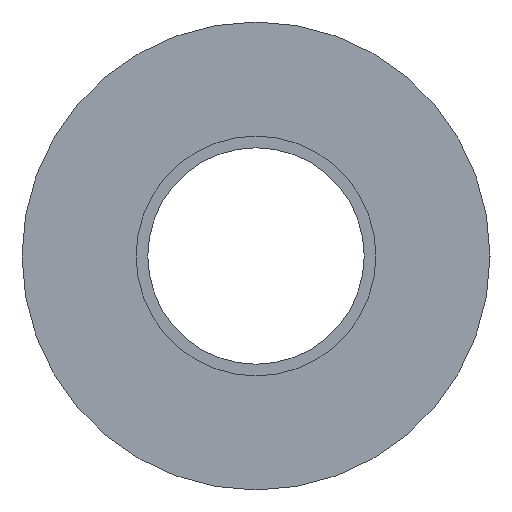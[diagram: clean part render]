
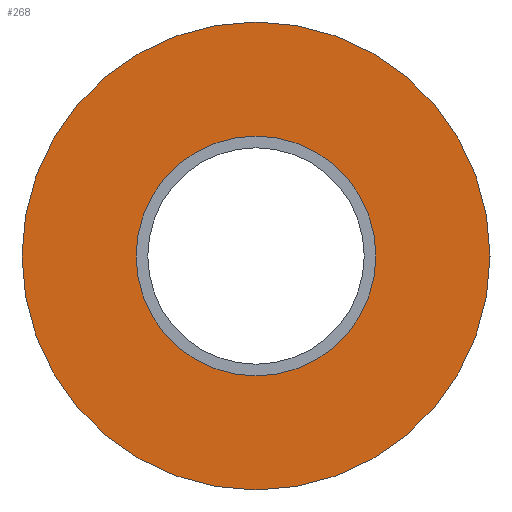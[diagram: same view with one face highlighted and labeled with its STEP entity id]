
A CAD part, front view. The second image highlights one B-rep face of the part: STEP entity #268.
In plain terms, the highlighted planar face has unit normal (0, -1, 0).
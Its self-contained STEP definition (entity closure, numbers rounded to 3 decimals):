
#6 = EDGE_CURVE ( 'NONE', #170, #256, #229, .T. ) ;
#8 = VERTEX_POINT ( 'NONE', #176 ) ;
#11 = EDGE_LOOP ( 'NONE', ( #221, #284 ) ) ;
#22 = CARTESIAN_POINT ( 'NONE',  ( 0., 10., 0. ) ) ;
#40 = AXIS2_PLACEMENT_3D ( 'NONE', #312, #67, #287 ) ;
#59 = VERTEX_POINT ( 'NONE', #315 ) ;
#67 = DIRECTION ( 'NONE',  ( 0., -1., 0. ) ) ;
#75 = FACE_OUTER_BOUND ( 'NONE', #230, .T. ) ;
#77 = DIRECTION ( 'NONE',  ( 0., -1., 0. ) ) ;
#79 = CARTESIAN_POINT ( 'NONE',  ( 10.25, 10., 0. ) ) ;
#110 = DIRECTION ( 'NONE',  ( 0., 0., -1. ) ) ;
#129 = CARTESIAN_POINT ( 'NONE',  ( 0., 10., -20. ) ) ;
#143 = CIRCLE ( 'NONE', #343, 10.25 ) ;
#158 = DIRECTION ( 'NONE',  ( 0., 0., -1. ) ) ;
#162 = CARTESIAN_POINT ( 'NONE',  ( 0., 10., 20. ) ) ;
#170 = VERTEX_POINT ( 'NONE', #162 ) ;
#175 = ORIENTED_EDGE ( 'NONE', *, *, #290, .T. ) ;
#176 = CARTESIAN_POINT ( 'NONE',  ( 0., 10., -10.25 ) ) ;
#189 = CARTESIAN_POINT ( 'NONE',  ( 0., 10., 0. ) ) ;
#191 = CIRCLE ( 'NONE', #225, 10.25 ) ;
#221 = ORIENTED_EDGE ( 'NONE', *, *, #260, .F. ) ;
#225 = AXIS2_PLACEMENT_3D ( 'NONE', #189, #77, #110 ) ;
#229 = CIRCLE ( 'NONE', #40, 20. ) ;
#230 = EDGE_LOOP ( 'NONE', ( #175, #255 ) ) ;
#233 = AXIS2_PLACEMENT_3D ( 'NONE', #79, #269, #266 ) ;
#245 = DIRECTION ( 'NONE',  ( 0., 0., -1. ) ) ;
#255 = ORIENTED_EDGE ( 'NONE', *, *, #6, .T. ) ;
#256 = VERTEX_POINT ( 'NONE', #129 ) ;
#260 = EDGE_CURVE ( 'NONE', #8, #59, #143, .T. ) ;
#266 = DIRECTION ( 'NONE',  ( 0., 0., -1. ) ) ;
#268 = ADVANCED_FACE ( 'NONE', ( #75, #328 ), #354, .T. ) ;
#269 = DIRECTION ( 'NONE',  ( 0., -1., 0. ) ) ;
#284 = ORIENTED_EDGE ( 'NONE', *, *, #311, .F. ) ;
#287 = DIRECTION ( 'NONE',  ( 0., 0., -1. ) ) ;
#290 = EDGE_CURVE ( 'NONE', #256, #170, #302, .T. ) ;
#296 = DIRECTION ( 'NONE',  ( 0., -1., 0. ) ) ;
#302 = CIRCLE ( 'NONE', #335, 20. ) ;
#311 = EDGE_CURVE ( 'NONE', #59, #8, #191, .T. ) ;
#312 = CARTESIAN_POINT ( 'NONE',  ( 0., 10., 0. ) ) ;
#315 = CARTESIAN_POINT ( 'NONE',  ( 0., 10., 10.25 ) ) ;
#328 = FACE_BOUND ( 'NONE', #11, .T. ) ;
#335 = AXIS2_PLACEMENT_3D ( 'NONE', #349, #351, #245 ) ;
#343 = AXIS2_PLACEMENT_3D ( 'NONE', #22, #296, #158 ) ;
#349 = CARTESIAN_POINT ( 'NONE',  ( 0., 10., 0. ) ) ;
#351 = DIRECTION ( 'NONE',  ( 0., -1., 0. ) ) ;
#354 = PLANE ( 'NONE',  #233 ) ;
